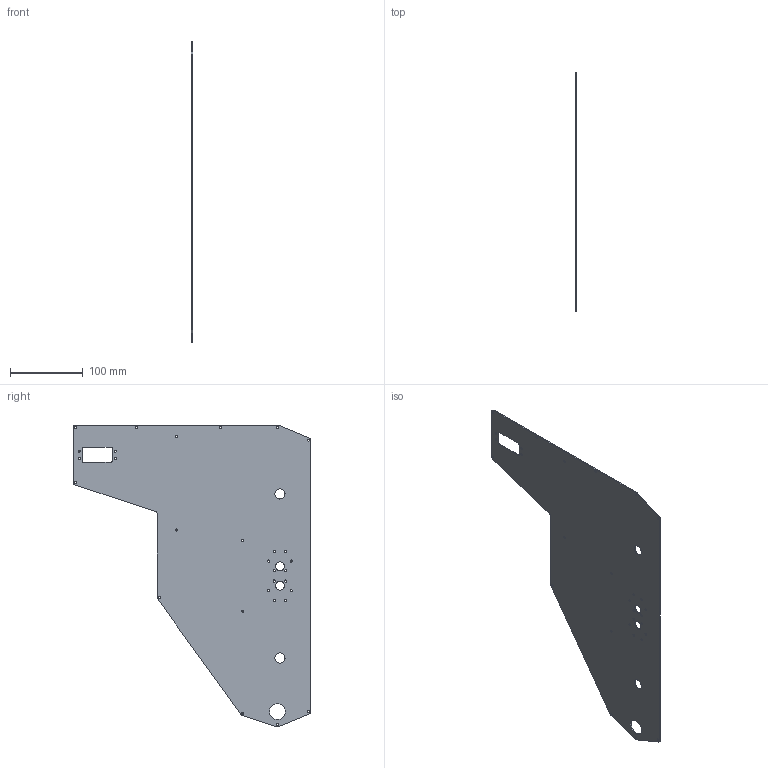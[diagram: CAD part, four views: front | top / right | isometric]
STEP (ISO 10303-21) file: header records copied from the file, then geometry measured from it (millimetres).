
FILE_DESCRIPTION(/* description */ (''),/* implementation_level */ '2;1');
FILE_NAME(/* name */ 'centerstage design motor siding.stp',/* time_stamp */ '2024-08-02T17:31:35-04:00',/* author */ ('Preston'),/* organization */ (''),/* preprocessor_version */ 'ST-DEVELOPER v19.2',/* originating_system */ 'Autodesk Inventor 2024',/* authorisation */ '');
FILE_SCHEMA (('AUTOMOTIVE_DESIGN { 1 0 10303 214 3 1 1 }'));
Length unit declared in the file: inch
Products named in the file (1): centerstage design motor siding
Bounding box: 1.59 x 325.6 x 413.81 mm (x, y, z)
Volume: 133918.6 mm3; surface area: 171820.8 mm2
Topology: 1 solids, 1 shells, 63 faces, 280 edges, 284 vertices
Faces by surface type: cylinder 48, plane 15
Full cylindrical faces by diameter (mm): 2.54 x1, 2.794 x6, 3.048 x23, 12.37 x2, 13.97 x2, 21.59 x1
Entity records: 2781 total; most frequent: CARTESIAN_POINT 545, DIRECTION 509, ORIENTED_EDGE 366, AXIS2_PLACEMENT_3D 211, EDGE_CURVE 183, CIRCLE 147, EDGE_LOOP 135, VERTEX_POINT 122
